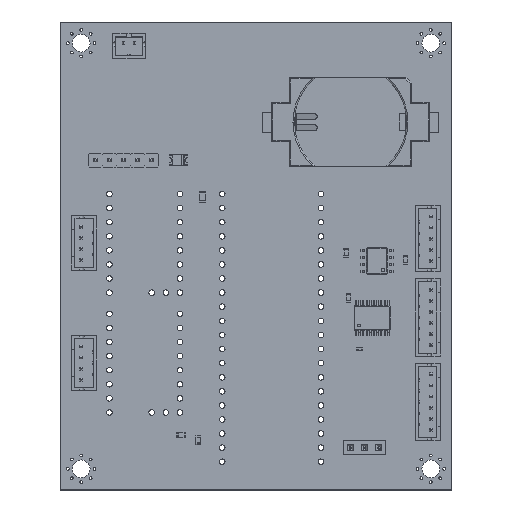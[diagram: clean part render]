
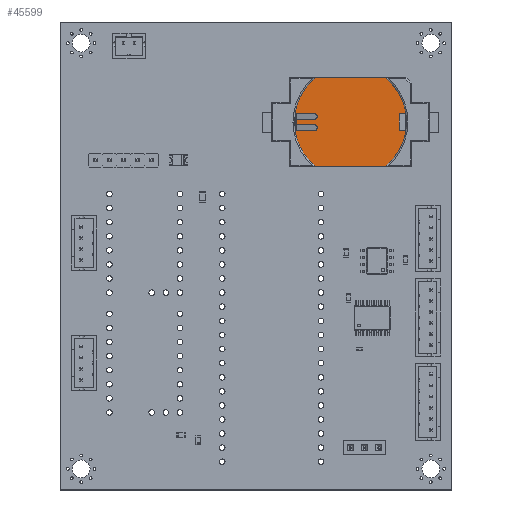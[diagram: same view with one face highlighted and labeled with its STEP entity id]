
A CAD part, top view. The second image highlights one B-rep face of the part: STEP entity #45599.
In plain terms, the highlighted planar face has unit normal (0, 0, 1).
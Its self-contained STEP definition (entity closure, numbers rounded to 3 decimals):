
#45369 = VERTEX_POINT('',#45370);
#45370 = CARTESIAN_POINT('',(-6.222,-8.,1.1));
#45376 = EDGE_CURVE('',#45369,#45377,#45379,.T.);
#45377 = VERTEX_POINT('',#45378);
#45378 = CARTESIAN_POINT('',(6.222,-8.,1.1));
#45379 = LINE('',#45380,#45381);
#45380 = CARTESIAN_POINT('',(-5.5,-8.,1.1));
#45381 = VECTOR('',#45382,1.);
#45382 = DIRECTION('',(1.,0.,0.));
#45540 = EDGE_CURVE('',#45377,#45541,#45543,.T.);
#45541 = VERTEX_POINT('',#45542);
#45542 = CARTESIAN_POINT('',(10.135,0.,1.1));
#45543 = CIRCLE('',#45544,10.135);
#45544 = AXIS2_PLACEMENT_3D('',#45545,#45546,#45547);
#45545 = CARTESIAN_POINT('',(0.,0.,1.1));
#45546 = DIRECTION('',(0.,0.,1.));
#45547 = DIRECTION('',(1.,0.,-0.));
#45549 = EDGE_CURVE('',#45541,#45550,#45552,.T.);
#45550 = VERTEX_POINT('',#45551);
#45551 = CARTESIAN_POINT('',(6.222,8.,1.1));
#45552 = CIRCLE('',#45553,10.135);
#45553 = AXIS2_PLACEMENT_3D('',#45554,#45555,#45556);
#45554 = CARTESIAN_POINT('',(0.,0.,1.1));
#45555 = DIRECTION('',(0.,0.,1.));
#45556 = DIRECTION('',(1.,0.,-0.));
#45599 = ADVANCED_FACE('',(#45600,#45620,#45654),#45752,.T.);
#45600 = FACE_BOUND('',#45601,.T.);
#45601 = EDGE_LOOP('',(#45602,#45603,#45604,#45612,#45619));
#45602 = ORIENTED_EDGE('',*,*,#45540,.T.);
#45603 = ORIENTED_EDGE('',*,*,#45549,.T.);
#45604 = ORIENTED_EDGE('',*,*,#45605,.T.);
#45605 = EDGE_CURVE('',#45550,#45606,#45608,.T.);
#45606 = VERTEX_POINT('',#45607);
#45607 = CARTESIAN_POINT('',(-6.222,8.,1.1));
#45608 = LINE('',#45609,#45610);
#45609 = CARTESIAN_POINT('',(5.5,8.,1.1));
#45610 = VECTOR('',#45611,1.);
#45611 = DIRECTION('',(-1.,0.,0.));
#45612 = ORIENTED_EDGE('',*,*,#45613,.T.);
#45613 = EDGE_CURVE('',#45606,#45369,#45614,.T.);
#45614 = CIRCLE('',#45615,10.135);
#45615 = AXIS2_PLACEMENT_3D('',#45616,#45617,#45618);
#45616 = CARTESIAN_POINT('',(0.,0.,1.1));
#45617 = DIRECTION('',(0.,0.,1.));
#45618 = DIRECTION('',(1.,0.,-0.));
#45619 = ORIENTED_EDGE('',*,*,#45376,.T.);
#45620 = FACE_BOUND('',#45621,.T.);
#45621 = EDGE_LOOP('',(#45622,#45632,#45640,#45648));
#45622 = ORIENTED_EDGE('',*,*,#45623,.F.);
#45623 = EDGE_CURVE('',#45624,#45626,#45628,.T.);
#45624 = VERTEX_POINT('',#45625);
#45625 = CARTESIAN_POINT('',(-9.785,1.5,1.1));
#45626 = VERTEX_POINT('',#45627);
#45627 = CARTESIAN_POINT('',(-9.885,1.5,1.1));
#45628 = LINE('',#45629,#45630);
#45629 = CARTESIAN_POINT('',(-4.872,1.5,1.1));
#45630 = VECTOR('',#45631,1.);
#45631 = DIRECTION('',(-1.,0.,0.));
#45632 = ORIENTED_EDGE('',*,*,#45633,.T.);
#45633 = EDGE_CURVE('',#45624,#45634,#45636,.T.);
#45634 = VERTEX_POINT('',#45635);
#45635 = CARTESIAN_POINT('',(-9.785,-1.5,1.1));
#45636 = LINE('',#45637,#45638);
#45637 = CARTESIAN_POINT('',(-9.785,-0.75,1.1));
#45638 = VECTOR('',#45639,1.);
#45639 = DIRECTION('',(0.,-1.,0.));
#45640 = ORIENTED_EDGE('',*,*,#45641,.F.);
#45641 = EDGE_CURVE('',#45642,#45634,#45644,.T.);
#45642 = VERTEX_POINT('',#45643);
#45643 = CARTESIAN_POINT('',(-9.885,-1.5,1.1));
#45644 = LINE('',#45645,#45646);
#45645 = CARTESIAN_POINT('',(-4.872,-1.5,1.1));
#45646 = VECTOR('',#45647,1.);
#45647 = DIRECTION('',(1.,0.,0.));
#45648 = ORIENTED_EDGE('',*,*,#45649,.T.);
#45649 = EDGE_CURVE('',#45642,#45626,#45650,.T.);
#45650 = LINE('',#45651,#45652);
#45651 = CARTESIAN_POINT('',(-9.885,0.75,1.1));
#45652 = VECTOR('',#45653,1.);
#45653 = DIRECTION('',(0.,1.,0.));
#45654 = FACE_BOUND('',#45655,.T.);
#45655 = EDGE_LOOP('',(#45656,#45666,#45674,#45682,#45690,#45698,#45706,
    #45714,#45722,#45730,#45738,#45746));
#45656 = ORIENTED_EDGE('',*,*,#45657,.T.);
#45657 = EDGE_CURVE('',#45658,#45660,#45662,.T.);
#45658 = VERTEX_POINT('',#45659);
#45659 = CARTESIAN_POINT('',(9.785,-0.5,1.1));
#45660 = VERTEX_POINT('',#45661);
#45661 = CARTESIAN_POINT('',(9.785,0.5,1.1));
#45662 = LINE('',#45663,#45664);
#45663 = CARTESIAN_POINT('',(9.785,0.75,1.1));
#45664 = VECTOR('',#45665,1.);
#45665 = DIRECTION('',(0.,1.,0.));
#45666 = ORIENTED_EDGE('',*,*,#45667,.T.);
#45667 = EDGE_CURVE('',#45660,#45668,#45670,.T.);
#45668 = VERTEX_POINT('',#45669);
#45669 = CARTESIAN_POINT('',(9.726,0.5,1.1));
#45670 = LINE('',#45671,#45672);
#45671 = CARTESIAN_POINT('',(2.994,0.5,1.1));
#45672 = VECTOR('',#45673,1.);
#45673 = DIRECTION('',(-1.,0.,0.));
#45674 = ORIENTED_EDGE('',*,*,#45675,.T.);
#45675 = EDGE_CURVE('',#45668,#45676,#45678,.T.);
#45676 = VERTEX_POINT('',#45677);
#45677 = CARTESIAN_POINT('',(9.726,1.5,1.1));
#45678 = LINE('',#45679,#45680);
#45679 = CARTESIAN_POINT('',(9.726,0.5,1.1));
#45680 = VECTOR('',#45681,1.);
#45681 = DIRECTION('',(0.,1.,0.));
#45682 = ORIENTED_EDGE('',*,*,#45683,.F.);
#45683 = EDGE_CURVE('',#45684,#45676,#45686,.T.);
#45684 = VERTEX_POINT('',#45685);
#45685 = CARTESIAN_POINT('',(10.019,1.5,1.1));
#45686 = LINE('',#45687,#45688);
#45687 = CARTESIAN_POINT('',(4.61,1.5,1.1));
#45688 = VECTOR('',#45689,1.);
#45689 = DIRECTION('',(-1.,0.,0.));
#45690 = ORIENTED_EDGE('',*,*,#45691,.F.);
#45691 = EDGE_CURVE('',#45692,#45684,#45694,.T.);
#45692 = VERTEX_POINT('',#45693);
#45693 = CARTESIAN_POINT('',(10.019,0.5,1.1));
#45694 = LINE('',#45695,#45696);
#45695 = CARTESIAN_POINT('',(10.019,0.5,1.1));
#45696 = VECTOR('',#45697,1.);
#45697 = DIRECTION('',(0.,1.,0.));
#45698 = ORIENTED_EDGE('',*,*,#45699,.T.);
#45699 = EDGE_CURVE('',#45692,#45700,#45702,.T.);
#45700 = VERTEX_POINT('',#45701);
#45701 = CARTESIAN_POINT('',(9.885,0.5,1.1));
#45702 = LINE('',#45703,#45704);
#45703 = CARTESIAN_POINT('',(2.994,0.5,1.1));
#45704 = VECTOR('',#45705,1.);
#45705 = DIRECTION('',(-1.,0.,0.));
#45706 = ORIENTED_EDGE('',*,*,#45707,.T.);
#45707 = EDGE_CURVE('',#45700,#45708,#45710,.T.);
#45708 = VERTEX_POINT('',#45709);
#45709 = CARTESIAN_POINT('',(9.885,-0.5,1.1));
#45710 = LINE('',#45711,#45712);
#45711 = CARTESIAN_POINT('',(9.885,-0.75,1.1));
#45712 = VECTOR('',#45713,1.);
#45713 = DIRECTION('',(0.,-1.,0.));
#45714 = ORIENTED_EDGE('',*,*,#45715,.T.);
#45715 = EDGE_CURVE('',#45708,#45716,#45718,.T.);
#45716 = VERTEX_POINT('',#45717);
#45717 = CARTESIAN_POINT('',(10.019,-0.5,1.1));
#45718 = LINE('',#45719,#45720);
#45719 = CARTESIAN_POINT('',(5.375,-0.5,1.1));
#45720 = VECTOR('',#45721,1.);
#45721 = DIRECTION('',(1.,0.,0.));
#45722 = ORIENTED_EDGE('',*,*,#45723,.F.);
#45723 = EDGE_CURVE('',#45724,#45716,#45726,.T.);
#45724 = VERTEX_POINT('',#45725);
#45725 = CARTESIAN_POINT('',(10.019,-1.5,1.1));
#45726 = LINE('',#45727,#45728);
#45727 = CARTESIAN_POINT('',(10.019,-0.5,1.1));
#45728 = VECTOR('',#45729,1.);
#45729 = DIRECTION('',(0.,1.,0.));
#45730 = ORIENTED_EDGE('',*,*,#45731,.F.);
#45731 = EDGE_CURVE('',#45732,#45724,#45734,.T.);
#45732 = VERTEX_POINT('',#45733);
#45733 = CARTESIAN_POINT('',(9.726,-1.5,1.1));
#45734 = LINE('',#45735,#45736);
#45735 = CARTESIAN_POINT('',(4.61,-1.5,1.1));
#45736 = VECTOR('',#45737,1.);
#45737 = DIRECTION('',(1.,0.,0.));
#45738 = ORIENTED_EDGE('',*,*,#45739,.T.);
#45739 = EDGE_CURVE('',#45732,#45740,#45742,.T.);
#45740 = VERTEX_POINT('',#45741);
#45741 = CARTESIAN_POINT('',(9.726,-0.5,1.1));
#45742 = LINE('',#45743,#45744);
#45743 = CARTESIAN_POINT('',(9.726,-0.5,1.1));
#45744 = VECTOR('',#45745,1.);
#45745 = DIRECTION('',(0.,1.,0.));
#45746 = ORIENTED_EDGE('',*,*,#45747,.T.);
#45747 = EDGE_CURVE('',#45740,#45658,#45748,.T.);
#45748 = LINE('',#45749,#45750);
#45749 = CARTESIAN_POINT('',(5.375,-0.5,1.1));
#45750 = VECTOR('',#45751,1.);
#45751 = DIRECTION('',(1.,0.,0.));
#45752 = PLANE('',#45753);
#45753 = AXIS2_PLACEMENT_3D('',#45754,#45755,#45756);
#45754 = CARTESIAN_POINT('',(0.,0.,1.1)
  );
#45755 = DIRECTION('',(0.,0.,1.));
#45756 = DIRECTION('',(1.,0.,-0.));
